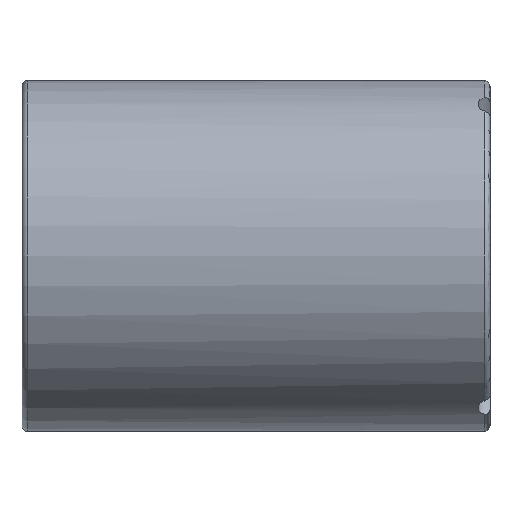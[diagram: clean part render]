
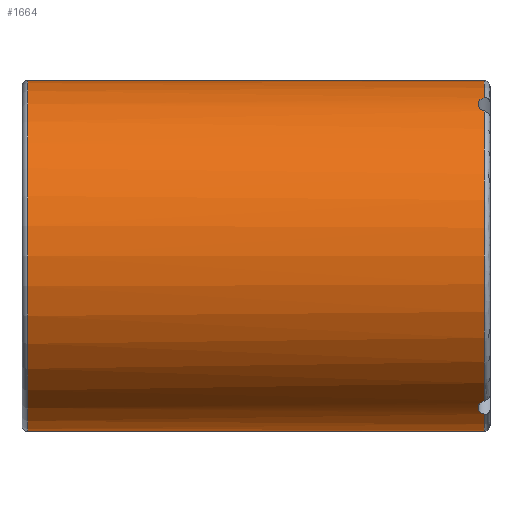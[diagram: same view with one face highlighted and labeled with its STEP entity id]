
A CAD part, left-side view. The second image highlights one B-rep face of the part: STEP entity #1664.
In plain terms, the highlighted cylindrical face has radius 30 mm (diameter 60 mm), a full revolution.
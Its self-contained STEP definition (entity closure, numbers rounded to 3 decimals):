
#94=LINE('',#3871,#152);
#152=VECTOR('',#2316,30.);
#187=CYLINDRICAL_SURFACE('',#1869,30.);
#303=CIRCLE('',#1858,30.);
#304=CIRCLE('',#1859,30.);
#305=CIRCLE('',#1862,30.);
#306=CIRCLE('',#1865,30.);
#307=CIRCLE('',#1870,30.);
#308=CIRCLE('',#1871,30.);
#309=CIRCLE('',#1872,30.);
#310=CIRCLE('',#1873,30.);
#311=CIRCLE('',#1874,30.);
#431=FACE_OUTER_BOUND('',#531,.T.);
#531=EDGE_LOOP('',(#1458,#1459,#1460,#1461,#1462,#1463,#1464,#1465,#1466,
#1467,#1468,#1469,#1470,#1471,#1472,#1473,#1474));
#611=B_SPLINE_CURVE_WITH_KNOTS('',3,(#3720,#3721,#3722,#3723,#3724,#3725,
#3726,#3727),.UNSPECIFIED.,.F.,.F.,(4,2,2,4),(0.301,0.377,
0.452,0.503),.UNSPECIFIED.);
#612=B_SPLINE_CURVE_WITH_KNOTS('',3,(#3737,#3738,#3739,#3740,#3741,#3742,
#3743,#3744),.UNSPECIFIED.,.F.,.F.,(4,2,2,4),(0.703,0.754,
0.829,0.904),.UNSPECIFIED.);
#614=B_SPLINE_CURVE_WITH_KNOTS('',3,(#3767,#3768,#3769,#3770,#3771,#3772,
#3773,#3774),.UNSPECIFIED.,.F.,.F.,(4,2,2,4),(0.703,0.754,
0.829,0.904),.UNSPECIFIED.);
#617=B_SPLINE_CURVE_WITH_KNOTS('',3,(#3810,#3811,#3812,#3813,#3814,#3815,
#3816,#3817),.UNSPECIFIED.,.F.,.F.,(4,2,2,4),(0.301,0.377,
0.452,0.503),.UNSPECIFIED.);
#618=B_SPLINE_CURVE_WITH_KNOTS('',3,(#3820,#3821,#3822,#3823,#3824,#3825,
#3826,#3827),.UNSPECIFIED.,.F.,.F.,(4,2,2,4),(0.703,0.754,
0.829,0.904),.UNSPECIFIED.);
#621=B_SPLINE_CURVE_WITH_KNOTS('',3,(#3858,#3859,#3860,#3861,#3862,#3863,
#3864,#3865),.UNSPECIFIED.,.F.,.F.,(4,2,2,4),(0.301,0.377,
0.452,0.503),.UNSPECIFIED.);
#757=VERTEX_POINT('',#3703);
#759=VERTEX_POINT('',#3718);
#760=VERTEX_POINT('',#3729);
#761=VERTEX_POINT('',#3731);
#762=VERTEX_POINT('',#3735);
#763=VERTEX_POINT('',#3736);
#765=VERTEX_POINT('',#3761);
#766=VERTEX_POINT('',#3765);
#767=VERTEX_POINT('',#3766);
#769=VERTEX_POINT('',#3791);
#770=VERTEX_POINT('',#3795);
#772=VERTEX_POINT('',#3819);
#774=VERTEX_POINT('',#3843);
#776=VERTEX_POINT('',#3867);
#777=VERTEX_POINT('',#3868);
#997=EDGE_CURVE('',#759,#757,#611,.T.);
#999=EDGE_CURVE('',#761,#760,#303,.T.);
#1000=EDGE_CURVE('',#759,#761,#304,.T.);
#1001=EDGE_CURVE('',#762,#763,#612,.F.);
#1005=EDGE_CURVE('',#765,#762,#305,.T.);
#1007=EDGE_CURVE('',#766,#767,#614,.F.);
#1011=EDGE_CURVE('',#769,#766,#306,.T.);
#1015=EDGE_CURVE('',#765,#770,#617,.T.);
#1016=EDGE_CURVE('',#760,#772,#618,.F.);
#1021=EDGE_CURVE('',#769,#774,#621,.T.);
#1022=EDGE_CURVE('',#776,#777,#307,.T.);
#1023=EDGE_CURVE('',#777,#776,#308,.T.);
#1024=EDGE_CURVE('',#777,#761,#94,.T.);
#1025=EDGE_CURVE('',#772,#774,#309,.T.);
#1026=EDGE_CURVE('',#767,#770,#310,.T.);
#1027=EDGE_CURVE('',#763,#757,#311,.T.);
#1458=ORIENTED_EDGE('',*,*,#1022,.F.);
#1459=ORIENTED_EDGE('',*,*,#1023,.F.);
#1460=ORIENTED_EDGE('',*,*,#1024,.T.);
#1461=ORIENTED_EDGE('',*,*,#999,.T.);
#1462=ORIENTED_EDGE('',*,*,#1016,.T.);
#1463=ORIENTED_EDGE('',*,*,#1025,.T.);
#1464=ORIENTED_EDGE('',*,*,#1021,.F.);
#1465=ORIENTED_EDGE('',*,*,#1011,.T.);
#1466=ORIENTED_EDGE('',*,*,#1007,.T.);
#1467=ORIENTED_EDGE('',*,*,#1026,.T.);
#1468=ORIENTED_EDGE('',*,*,#1015,.F.);
#1469=ORIENTED_EDGE('',*,*,#1005,.T.);
#1470=ORIENTED_EDGE('',*,*,#1001,.T.);
#1471=ORIENTED_EDGE('',*,*,#1027,.T.);
#1472=ORIENTED_EDGE('',*,*,#997,.F.);
#1473=ORIENTED_EDGE('',*,*,#1000,.T.);
#1474=ORIENTED_EDGE('',*,*,#1024,.F.);
#1664=ADVANCED_FACE('',(#431),#187,.T.);
#1858=AXIS2_PLACEMENT_3D('',#3732,#2279,#2280);
#1859=AXIS2_PLACEMENT_3D('',#3733,#2281,#2282);
#1862=AXIS2_PLACEMENT_3D('',#3762,#2289,#2290);
#1865=AXIS2_PLACEMENT_3D('',#3792,#2298,#2299);
#1869=AXIS2_PLACEMENT_3D('',#3866,#2310,#2311);
#1870=AXIS2_PLACEMENT_3D('',#3869,#2312,#2313);
#1871=AXIS2_PLACEMENT_3D('',#3870,#2314,#2315);
#1872=AXIS2_PLACEMENT_3D('',#3872,#2317,#2318);
#1873=AXIS2_PLACEMENT_3D('',#3873,#2319,#2320);
#1874=AXIS2_PLACEMENT_3D('',#3874,#2321,#2322);
#2279=DIRECTION('center_axis',(0.,1.,0.));
#2280=DIRECTION('ref_axis',(-1.,0.,0.));
#2281=DIRECTION('center_axis',(0.,1.,0.));
#2282=DIRECTION('ref_axis',(-1.,0.,0.));
#2289=DIRECTION('center_axis',(0.,1.,0.));
#2290=DIRECTION('ref_axis',(-1.,0.,0.));
#2298=DIRECTION('center_axis',(0.,1.,0.));
#2299=DIRECTION('ref_axis',(-1.,0.,0.));
#2310=DIRECTION('center_axis',(0.,1.,0.));
#2311=DIRECTION('ref_axis',(-1.,0.,0.));
#2312=DIRECTION('center_axis',(0.,1.,0.));
#2313=DIRECTION('ref_axis',(1.,0.,0.));
#2314=DIRECTION('center_axis',(0.,1.,0.));
#2315=DIRECTION('ref_axis',(1.,0.,0.));
#2316=DIRECTION('',(0.,-1.,0.));
#2317=DIRECTION('center_axis',(0.,1.,0.));
#2318=DIRECTION('ref_axis',(1.,0.,0.));
#2319=DIRECTION('center_axis',(0.,1.,0.));
#2320=DIRECTION('ref_axis',(1.,0.,0.));
#2321=DIRECTION('center_axis',(0.,1.,0.));
#2322=DIRECTION('ref_axis',(1.,0.,0.));
#3703=CARTESIAN_POINT('',(29.917,1.,2.232));
#3718=CARTESIAN_POINT('',(29.996,2.,0.5));
#3720=CARTESIAN_POINT('Ctrl Pts',(29.996,2.,0.5));
#3721=CARTESIAN_POINT('Ctrl Pts',(29.992,2.,0.751));
#3722=CARTESIAN_POINT('Ctrl Pts',(29.984,1.95,1.019));
#3723=CARTESIAN_POINT('Ctrl Pts',(29.963,1.746,1.512));
#3724=CARTESIAN_POINT('Ctrl Pts',(29.95,1.592,1.737));
#3725=CARTESIAN_POINT('Ctrl Pts',(29.931,1.295,2.034));
#3726=CARTESIAN_POINT('Ctrl Pts',(29.924,1.154,2.143));
#3727=CARTESIAN_POINT('Ctrl Pts',(29.917,1.,2.232));
#3729=CARTESIAN_POINT('',(29.996,2.,-0.5));
#3731=CARTESIAN_POINT('',(30.,2.,0.));
#3732=CARTESIAN_POINT('Origin',(0.,2.,0.));
#3733=CARTESIAN_POINT('Origin',(0.,2.,0.));
#3735=CARTESIAN_POINT('',(-14.565,2.,26.227));
#3736=CARTESIAN_POINT('',(-13.025,1.,27.025));
#3737=CARTESIAN_POINT('Ctrl Pts',(-13.025,1.,27.025));
#3738=CARTESIAN_POINT('Ctrl Pts',(-13.106,1.154,26.986));
#3739=CARTESIAN_POINT('Ctrl Pts',(-13.204,1.295,26.938));
#3740=CARTESIAN_POINT('Ctrl Pts',(-13.471,1.592,26.806));
#3741=CARTESIAN_POINT('Ctrl Pts',(-13.672,1.746,26.705));
#3742=CARTESIAN_POINT('Ctrl Pts',(-14.109,1.95,26.476));
#3743=CARTESIAN_POINT('Ctrl Pts',(-14.345,2.,26.349));
#3744=CARTESIAN_POINT('Ctrl Pts',(-14.565,2.,26.227));
#3761=CARTESIAN_POINT('',(-15.431,2.,25.727));
#3762=CARTESIAN_POINT('Origin',(0.,2.,0.));
#3765=CARTESIAN_POINT('',(-15.431,2.,-25.727));
#3766=CARTESIAN_POINT('',(-16.891,1.,-24.793));
#3767=CARTESIAN_POINT('Ctrl Pts',(-16.891,1.,-24.793));
#3768=CARTESIAN_POINT('Ctrl Pts',(-16.818,1.154,-24.843));
#3769=CARTESIAN_POINT('Ctrl Pts',(-16.727,1.295,-24.904));
#3770=CARTESIAN_POINT('Ctrl Pts',(-16.479,1.592,-25.069));
#3771=CARTESIAN_POINT('Ctrl Pts',(-16.291,1.746,-25.193));
#3772=CARTESIAN_POINT('Ctrl Pts',(-15.875,1.95,-25.457));
#3773=CARTESIAN_POINT('Ctrl Pts',(-15.646,2.,-25.598));
#3774=CARTESIAN_POINT('Ctrl Pts',(-15.431,2.,-25.727));
#3791=CARTESIAN_POINT('',(-14.565,2.,-26.227));
#3792=CARTESIAN_POINT('Origin',(0.,2.,0.));
#3795=CARTESIAN_POINT('',(-16.891,1.,24.793));
#3810=CARTESIAN_POINT('Ctrl Pts',(-15.431,2.,25.727));
#3811=CARTESIAN_POINT('Ctrl Pts',(-15.646,2.,25.598));
#3812=CARTESIAN_POINT('Ctrl Pts',(-15.875,1.95,25.457));
#3813=CARTESIAN_POINT('Ctrl Pts',(-16.291,1.746,25.193));
#3814=CARTESIAN_POINT('Ctrl Pts',(-16.479,1.592,25.069));
#3815=CARTESIAN_POINT('Ctrl Pts',(-16.727,1.295,24.904));
#3816=CARTESIAN_POINT('Ctrl Pts',(-16.818,1.154,24.843));
#3817=CARTESIAN_POINT('Ctrl Pts',(-16.891,1.,24.793));
#3819=CARTESIAN_POINT('',(29.917,1.,-2.232));
#3820=CARTESIAN_POINT('Ctrl Pts',(29.917,1.,-2.232));
#3821=CARTESIAN_POINT('Ctrl Pts',(29.924,1.154,-2.143));
#3822=CARTESIAN_POINT('Ctrl Pts',(29.931,1.295,-2.034));
#3823=CARTESIAN_POINT('Ctrl Pts',(29.95,1.592,-1.737));
#3824=CARTESIAN_POINT('Ctrl Pts',(29.963,1.746,-1.512));
#3825=CARTESIAN_POINT('Ctrl Pts',(29.984,1.95,-1.019));
#3826=CARTESIAN_POINT('Ctrl Pts',(29.992,2.,-0.751));
#3827=CARTESIAN_POINT('Ctrl Pts',(29.996,2.,-0.5));
#3843=CARTESIAN_POINT('',(-13.025,1.,-27.025));
#3858=CARTESIAN_POINT('Ctrl Pts',(-14.565,2.,-26.227));
#3859=CARTESIAN_POINT('Ctrl Pts',(-14.345,2.,-26.349));
#3860=CARTESIAN_POINT('Ctrl Pts',(-14.109,1.95,-26.476));
#3861=CARTESIAN_POINT('Ctrl Pts',(-13.672,1.746,-26.705));
#3862=CARTESIAN_POINT('Ctrl Pts',(-13.471,1.592,-26.806));
#3863=CARTESIAN_POINT('Ctrl Pts',(-13.204,1.295,-26.938));
#3864=CARTESIAN_POINT('Ctrl Pts',(-13.106,1.154,-26.986));
#3865=CARTESIAN_POINT('Ctrl Pts',(-13.025,1.,-27.025));
#3866=CARTESIAN_POINT('Origin',(0.,40.,0.));
#3867=CARTESIAN_POINT('',(0.,79.,-30.));
#3868=CARTESIAN_POINT('',(30.,79.,0.));
#3869=CARTESIAN_POINT('Origin',(0.,79.,0.));
#3870=CARTESIAN_POINT('Origin',(0.,79.,0.));
#3871=CARTESIAN_POINT('',(30.,40.,0.));
#3872=CARTESIAN_POINT('Origin',(0.,1.,0.));
#3873=CARTESIAN_POINT('Origin',(0.,1.,0.));
#3874=CARTESIAN_POINT('Origin',(0.,1.,0.));
